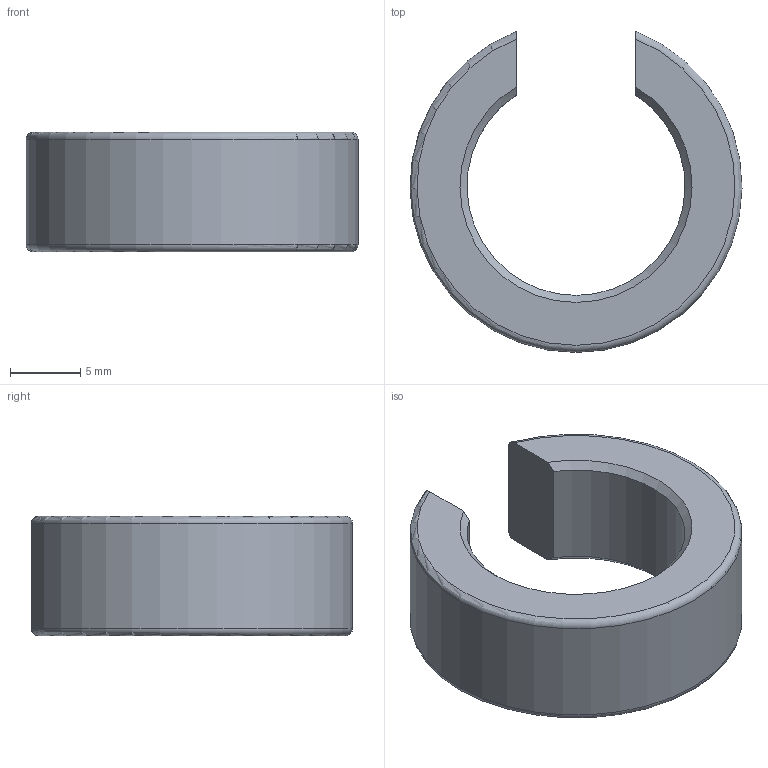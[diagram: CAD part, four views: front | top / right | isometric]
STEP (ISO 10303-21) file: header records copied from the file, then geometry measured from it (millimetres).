
FILE_DESCRIPTION(/* description */ (''),/* implementation_level */ '2;1');
FILE_NAME(/* name */ 'Reactor Innter Ring.step',/* time_stamp */ '2022-10-31T07:02:55Z',/* author */ (''),/* organization */ (''),/* preprocessor_version */ 'ST-DEVELOPER v19.2',/* originating_system */ 'Autodesk Translation Framework v11.17.0.187',/* authorisation */ '');
FILE_SCHEMA (('AUTOMOTIVE_DESIGN { 1 0 10303 214 3 1 1 }'));
Length unit declared in the file: millimetre
Products named in the file (1): Reactor Innter Ring
Bounding box: 23.6 x 22.81 x 8.5 mm (x, y, z)
Volume: 1793.9 mm3; surface area: 1345.1 mm2
Topology: 1 solids, 1 shells, 12 faces, 30 edges, 20 vertices
Faces by surface type: plane 4, cylinder 4, cone 2, torus 2
Entity records: 467 total; most frequent: CARTESIAN_POINT 163, ORIENTED_EDGE 60, DIRECTION 52, EDGE_CURVE 30, AXIS2_PLACEMENT_3D 21, VERTEX_POINT 20, FACE_OUTER_BOUND 12, EDGE_LOOP 12
